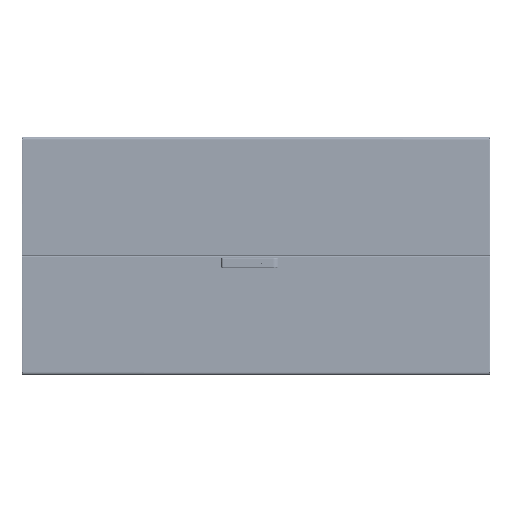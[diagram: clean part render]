
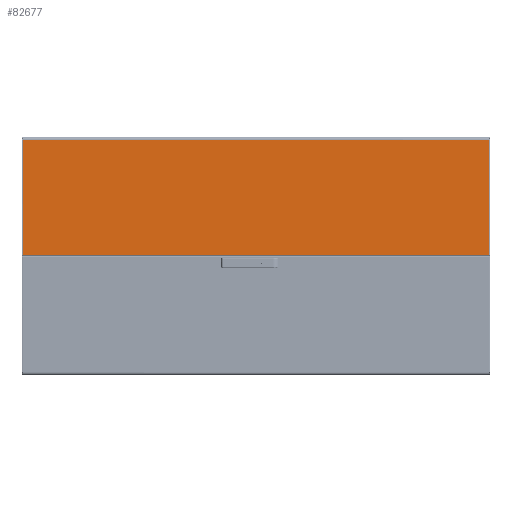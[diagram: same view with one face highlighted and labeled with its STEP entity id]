
A CAD part, top view. The second image highlights one B-rep face of the part: STEP entity #82677.
In plain terms, the highlighted face is planar.
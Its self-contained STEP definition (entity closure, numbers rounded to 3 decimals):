
#2406 = VECTOR ( 'NONE', #104553, 1000. ) ;
#2408 = LINE ( 'NONE', #104530, #2406 ) ;
#2418 = LINE ( 'NONE', #104588, #2419 ) ;
#2419 = VECTOR ( 'NONE', #104603, 1000. ) ;
#2420 = LINE ( 'NONE', #104607, #2421 ) ;
#2421 = VECTOR ( 'NONE', #104610, 1000. ) ;
#2422 = LINE ( 'NONE', #104615, #2423 ) ;
#2423 = VECTOR ( 'NONE', #104617, 1000. ) ;
#14713 = EDGE_CURVE ( 'NONE', #30590, #30591, #2408, .T. ) ;
#14725 = EDGE_CURVE ( 'NONE', #30589, #30590, #2418, .T. ) ;
#14727 = EDGE_CURVE ( 'NONE', #30588, #30589, #2420, .T. ) ;
#14729 = EDGE_CURVE ( 'NONE', #30591, #30588, #2422, .T. ) ;
#18949 = CARTESIAN_POINT ( 'NONE',  ( -194.9, -775.49, 0. ) ) ;
#18950 = CARTESIAN_POINT ( 'NONE',  ( -194.9, 775.49, 0. ) ) ;
#18951 = CARTESIAN_POINT ( 'NONE',  ( 187.5, 775.49, 0. ) ) ;
#18952 = CARTESIAN_POINT ( 'NONE',  ( 187.5, -775.49, 0. ) ) ;
#26380 = CARTESIAN_POINT ( 'NONE',  ( 195., -775.5, 0. ) ) ;
#26406 = PLANE ( 'NONE',  #111041 ) ;
#26417 = DIRECTION ( 'NONE',  ( 0., 0., 1. ) ) ;
#26418 = DIRECTION ( 'NONE',  ( 1., 0., 0. ) ) ;
#30588 = VERTEX_POINT ( 'NONE', #18949 ) ;
#30589 = VERTEX_POINT ( 'NONE', #18950 ) ;
#30590 = VERTEX_POINT ( 'NONE', #18951 ) ;
#30591 = VERTEX_POINT ( 'NONE', #18952 ) ;
#72041 = ORIENTED_EDGE ( 'NONE', *, *, #14727, .T. ) ;
#72044 = ORIENTED_EDGE ( 'NONE', *, *, #14725, .T. ) ;
#72048 = ORIENTED_EDGE ( 'NONE', *, *, #14713, .T. ) ;
#72053 = ORIENTED_EDGE ( 'NONE', *, *, #14729, .T. ) ;
#72496 = EDGE_LOOP ( 'NONE', ( #72041, #72044, #72048, #72053 ) ) ;
#82677 = ADVANCED_FACE ( 'NONE', ( #84068 ), #26406, .F. ) ;
#84068 = FACE_OUTER_BOUND ( 'NONE', #72496, .T. ) ;
#104530 = CARTESIAN_POINT ( 'NONE',  ( 187.5, 775.49, 0. ) ) ;
#104553 = DIRECTION ( 'NONE',  ( 0., -1., 0. ) ) ;
#104588 = CARTESIAN_POINT ( 'NONE',  ( -195., 775.49, 0. ) ) ;
#104603 = DIRECTION ( 'NONE',  ( 1., 0., 0. ) ) ;
#104607 = CARTESIAN_POINT ( 'NONE',  ( -194.9, -775.49, 0. ) ) ;
#104610 = DIRECTION ( 'NONE',  ( 0., 1., 0. ) ) ;
#104615 = CARTESIAN_POINT ( 'NONE',  ( 195., -775.49, 0. ) ) ;
#104617 = DIRECTION ( 'NONE',  ( -1., 0., 0. ) ) ;
#111041 = AXIS2_PLACEMENT_3D ( 'NONE', #26380, #26417, #26418 ) ;
